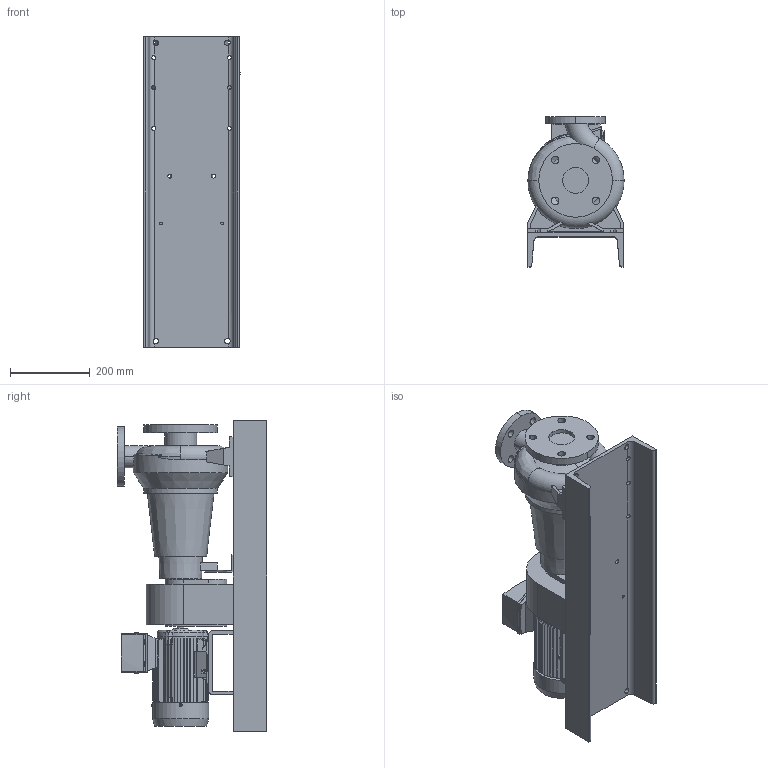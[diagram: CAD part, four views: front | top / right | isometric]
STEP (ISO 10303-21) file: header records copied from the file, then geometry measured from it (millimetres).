
FILE_DESCRIPTION (( 'STEP AP203' ), '1' );
FILE_NAME ('10018071swa00.step', '2023-07-07T12:28:23', ( '' ), ( '' ), 'SwSTEP 2.0', 'SolidWorks 2020', '' );
FILE_SCHEMA (( 'CONFIG_CONTROL_DESIGN' ));
Length unit declared in the file: millimetre
Products named in the file (5): 10018072swp00_71M; 10017783swp00_40-160; 10018097swp00_MCG 05 N4 40-160 71; 10012573swp00_90; 10018071swa00
Assembly tree (4 placements, depth 2):
  10018071swa00
    10017783swp00_40-160
    10018097swp00_MCG 05 N4 40-160 71
    10018072swp00_71M
    10012573swp00_90
Bounding box: 241.98 x 377 x 780 mm (x, y, z)
Volume: 20715536.1 mm3; surface area: 1630370.7 mm2
Topology: 5 solids, 5 shells, 984 faces, 2716 edges, 1793 vertices
Faces by surface type: plane 596, cylinder 258, bspline 90, cone 32, torus 8
Entity records: 37460 total; most frequent: CARTESIAN_POINT 12809, ORIENTED_EDGE 5428, DIRECTION 4491, EDGE_CURVE 2714, VERTEX_POINT 1793, LINE 1507, VECTOR 1507, AXIS2_PLACEMENT_3D 1492
